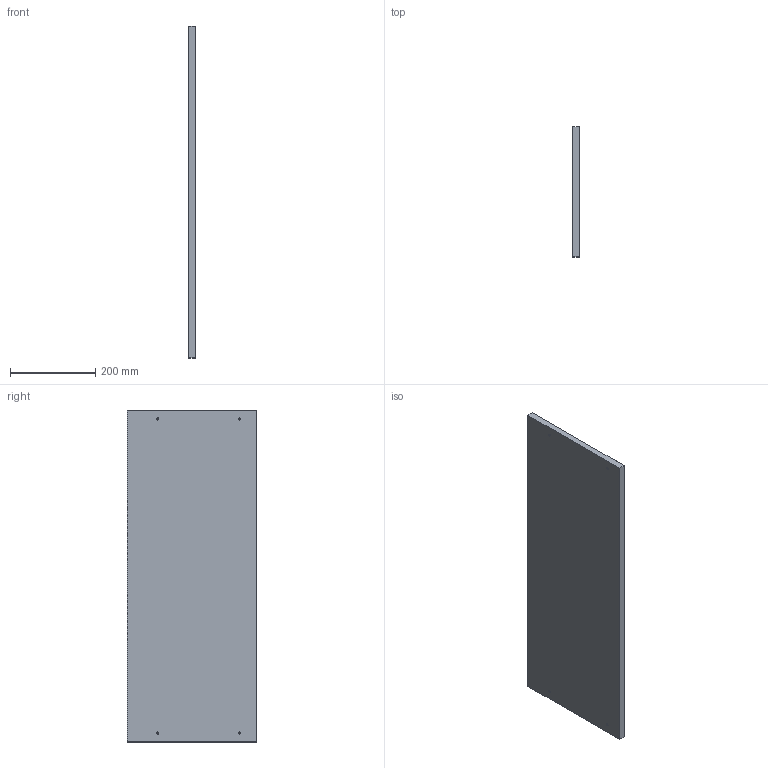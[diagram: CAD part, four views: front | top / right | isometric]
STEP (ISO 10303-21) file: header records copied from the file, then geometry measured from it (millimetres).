
FILE_DESCRIPTION(('STEP AP214'),'1');
FILE_NAME('LATERAL_08.step','2026-01-16T13:18:35',(' '),(' '),'Spatial InterOp 3D',' ',' ');
FILE_SCHEMA(('AUTOMOTIVE_DESIGN { 1 0 10303 214 1 1 1 1 }'));
Length unit declared in the file: millimetre
Products named in the file (1): LATERAL ESQUERDA
Bounding box: 15 x 305 x 780 mm (x, y, z)
Volume: 3563751.5 mm3; surface area: 552915 mm2
Topology: 4 solids, 4 shells, 48 faces, 94 edges, 64 vertices
Faces by surface type: plane 34, cylinder 14
Full cylindrical faces by diameter (mm): 2.5 x2, 5 x6, 8 x6
Entity records: 1560 total; most frequent: DIRECTION 208, CARTESIAN_POINT 188, ORIENTED_EDGE 152, AXIS2_PLACEMENT_3D 80, EDGE_LOOP 80, EDGE_CURVE 76, FACE_OUTER_BOUND 62, VERTEX_POINT 60
